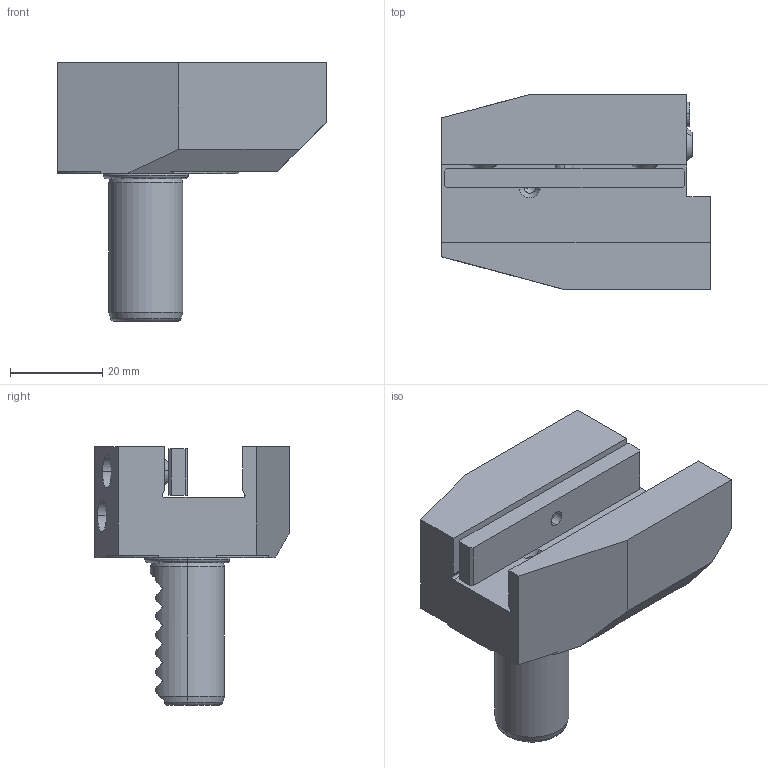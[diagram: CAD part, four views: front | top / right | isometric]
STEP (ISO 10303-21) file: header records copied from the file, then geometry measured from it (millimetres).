
FILE_DESCRIPTION (( 'STEP AP203' ), '1' );
FILE_NAME ('B5-16X12X24 ASSEMBLY.STEP', '2019-10-14T05:56:25', ( '' ), ( '' ), 'SwSTEP 2.0', 'SolidWorks 2017', '' );
FILE_SCHEMA (( 'CONFIG_CONTROL_DESIGN' ));
Length unit declared in the file: millimetre
Products named in the file (1): B5-16X12X24 ASSEMBLY
Bounding box: 58 x 42 x 56 mm (x, y, z)
Volume: 45759.7 mm3; surface area: 16637.2 mm2
Topology: 11 solids, 11 shells, 266 faces, 638 edges, 390 vertices
Faces by surface type: plane 129, cylinder 65, cone 47, torus 21, bspline 2, sphere 2
Entity records: 9047 total; most frequent: CARTESIAN_POINT 2883, DIRECTION 1293, ORIENTED_EDGE 1242, EDGE_CURVE 621, AXIS2_PLACEMENT_3D 475, VERTEX_POINT 387, VECTOR 343, LINE 343
